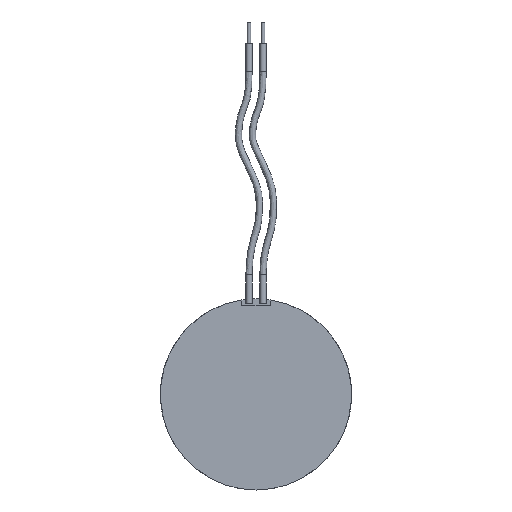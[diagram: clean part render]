
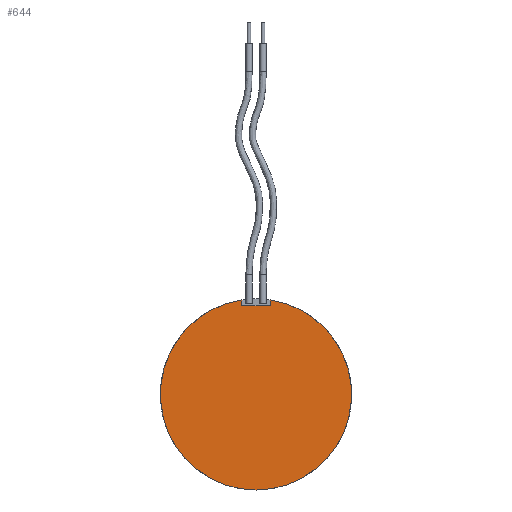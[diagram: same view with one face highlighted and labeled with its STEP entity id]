
A CAD part, front view. The second image highlights one B-rep face of the part: STEP entity #644.
In plain terms, the highlighted planar face has unit normal (0, -1, 0).
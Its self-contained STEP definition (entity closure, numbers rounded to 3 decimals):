
#35 = EDGE_CURVE ( 'NONE', #788, #621, #1354, .T. ) ;
#39 = ORIENTED_EDGE ( 'NONE', *, *, #571, .F. ) ;
#55 = ORIENTED_EDGE ( 'NONE', *, *, #1677, .F. ) ;
#68 = VECTOR ( 'NONE', #1228, 1000. ) ;
#96 = CARTESIAN_POINT ( 'NONE',  ( 0., 0., 0. ) ) ;
#98 = VERTEX_POINT ( 'NONE', #545 ) ;
#99 = VECTOR ( 'NONE', #278, 1000. ) ;
#186 = ORIENTED_EDGE ( 'NONE', *, *, #35, .F. ) ;
#266 = ORIENTED_EDGE ( 'NONE', *, *, #1406, .F. ) ;
#278 = DIRECTION ( 'NONE',  ( 0., 0., 1. ) ) ;
#406 = VECTOR ( 'NONE', #755, 1000. ) ;
#409 = AXIS2_PLACEMENT_3D ( 'NONE', #1262, #505, #1401 ) ;
#497 = CARTESIAN_POINT ( 'NONE',  ( 1., 0., 6.726 ) ) ;
#500 = PLANE ( 'NONE',  #866 ) ;
#505 = DIRECTION ( 'NONE',  ( 0., 1., 0. ) ) ;
#545 = CARTESIAN_POINT ( 'NONE',  ( -1., 0., 6.3 ) ) ;
#571 = EDGE_CURVE ( 'NONE', #98, #838, #874, .T. ) ;
#621 = VERTEX_POINT ( 'NONE', #1655 ) ;
#637 = DIRECTION ( 'NONE',  ( 0., 1., 0. ) ) ;
#644 = ADVANCED_FACE ( 'NONE', ( #1349 ), #500, .F. ) ;
#670 = ORIENTED_EDGE ( 'NONE', *, *, #879, .F. ) ;
#755 = DIRECTION ( 'NONE',  ( 1., 0., 0. ) ) ;
#757 = LINE ( 'NONE', #821, #99 ) ;
#784 = DIRECTION ( 'NONE',  ( 0., 1., 0. ) ) ;
#788 = VERTEX_POINT ( 'NONE', #1397 ) ;
#821 = CARTESIAN_POINT ( 'NONE',  ( 1., 0., 0. ) ) ;
#838 = VERTEX_POINT ( 'NONE', #1182 ) ;
#842 = EDGE_LOOP ( 'NONE', ( #670, #39, #266, #186, #55 ) ) ;
#866 = AXIS2_PLACEMENT_3D ( 'NONE', #96, #637, #1534 ) ;
#874 = LINE ( 'NONE', #1646, #406 ) ;
#879 = EDGE_CURVE ( 'NONE', #838, #1649, #757, .T. ) ;
#925 = CARTESIAN_POINT ( 'NONE',  ( 0., 0., 0. ) ) ;
#1021 = DIRECTION ( 'NONE',  ( 0., 0., 1. ) ) ;
#1182 = CARTESIAN_POINT ( 'NONE',  ( 1., 0., 6.3 ) ) ;
#1228 = DIRECTION ( 'NONE',  ( 0., 0., -1. ) ) ;
#1262 = CARTESIAN_POINT ( 'NONE',  ( 0., 0., 0. ) ) ;
#1349 = FACE_OUTER_BOUND ( 'NONE', #842, .T. ) ;
#1354 = CIRCLE ( 'NONE', #1552, 6.8 ) ;
#1397 = CARTESIAN_POINT ( 'NONE',  ( 0., 0., -6.8 ) ) ;
#1401 = DIRECTION ( 'NONE',  ( 0., 0., 1. ) ) ;
#1406 = EDGE_CURVE ( 'NONE', #621, #98, #1537, .T. ) ;
#1482 = CIRCLE ( 'NONE', #409, 6.8 ) ;
#1509 = CARTESIAN_POINT ( 'NONE',  ( -1., 0., 0. ) ) ;
#1534 = DIRECTION ( 'NONE',  ( 0., 0., 1. ) ) ;
#1537 = LINE ( 'NONE', #1509, #68 ) ;
#1552 = AXIS2_PLACEMENT_3D ( 'NONE', #925, #784, #1021 ) ;
#1646 = CARTESIAN_POINT ( 'NONE',  ( -1., 0., 6.3 ) ) ;
#1649 = VERTEX_POINT ( 'NONE', #497 ) ;
#1655 = CARTESIAN_POINT ( 'NONE',  ( -1., 0., 6.726 ) ) ;
#1677 = EDGE_CURVE ( 'NONE', #1649, #788, #1482, .T. ) ;
